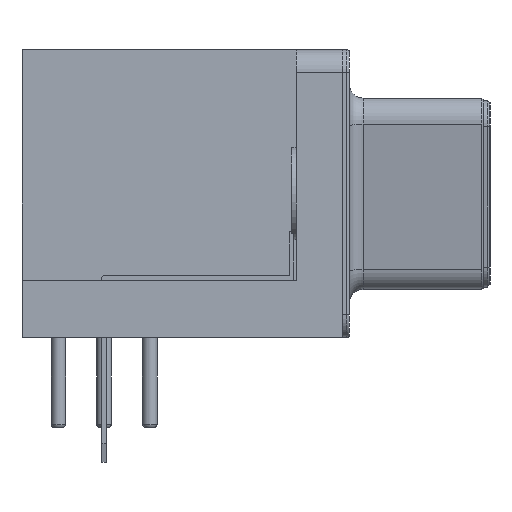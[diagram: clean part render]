
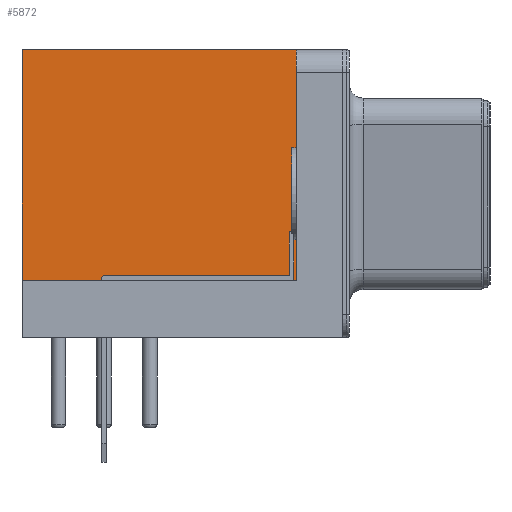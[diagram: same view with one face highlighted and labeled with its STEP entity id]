
A CAD part, left-side view. The second image highlights one B-rep face of the part: STEP entity #5872.
In plain terms, the highlighted planar face has unit normal (-1, 0, 0).
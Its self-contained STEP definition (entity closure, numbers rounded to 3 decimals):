
#4521 = VERTEX_POINT('',#4522);
#4522 = CARTESIAN_POINT('',(-36.508,1.58,12.5));
#4528 = EDGE_CURVE('',#4529,#4521,#4531,.T.);
#4529 = VERTEX_POINT('',#4530);
#4530 = CARTESIAN_POINT('',(-36.508,-10.31,12.5));
#4531 = LINE('',#4532,#4533);
#4532 = CARTESIAN_POINT('',(-36.508,-11.31,12.5));
#4533 = VECTOR('',#4534,1.);
#4534 = DIRECTION('',(0.,1.,0.));
#5782 = VERTEX_POINT('',#5783);
#5783 = CARTESIAN_POINT('',(-36.508,-10.31,2.5));
#5789 = EDGE_CURVE('',#5782,#4529,#5790,.T.);
#5790 = LINE('',#5791,#5792);
#5791 = CARTESIAN_POINT('',(-36.508,-10.31,2.5));
#5792 = VECTOR('',#5793,1.);
#5793 = DIRECTION('',(0.,0.,1.));
#5872 = ADVANCED_FACE('',(#5873),#5891,.F.);
#5873 = FACE_BOUND('',#5874,.F.);
#5874 = EDGE_LOOP('',(#5875,#5876,#5884,#5890));
#5875 = ORIENTED_EDGE('',*,*,#5789,.F.);
#5876 = ORIENTED_EDGE('',*,*,#5877,.T.);
#5877 = EDGE_CURVE('',#5782,#5878,#5880,.T.);
#5878 = VERTEX_POINT('',#5879);
#5879 = CARTESIAN_POINT('',(-36.508,1.58,2.5));
#5880 = LINE('',#5881,#5882);
#5881 = CARTESIAN_POINT('',(-36.508,-10.31,2.5));
#5882 = VECTOR('',#5883,1.);
#5883 = DIRECTION('',(0.,1.,0.));
#5884 = ORIENTED_EDGE('',*,*,#5885,.T.);
#5885 = EDGE_CURVE('',#5878,#4521,#5886,.T.);
#5886 = LINE('',#5887,#5888);
#5887 = CARTESIAN_POINT('',(-36.508,1.58,4.375));
#5888 = VECTOR('',#5889,1.);
#5889 = DIRECTION('',(0.,0.,1.));
#5890 = ORIENTED_EDGE('',*,*,#4528,.F.);
#5891 = PLANE('',#5892);
#5892 = AXIS2_PLACEMENT_3D('',#5893,#5894,#5895);
#5893 = CARTESIAN_POINT('',(-36.508,-10.31,2.5));
#5894 = DIRECTION('',(1.,0.,0.));
#5895 = DIRECTION('',(0.,0.,1.));
